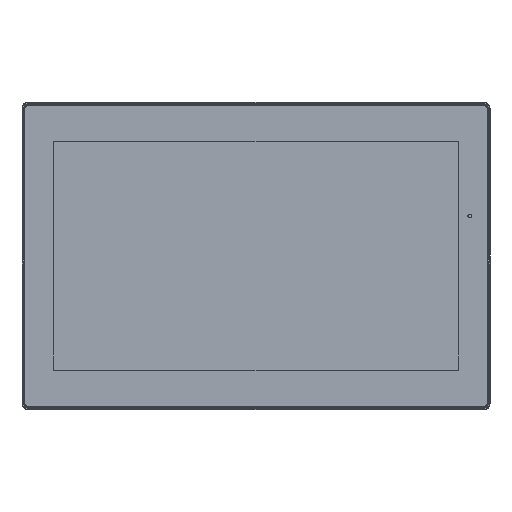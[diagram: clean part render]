
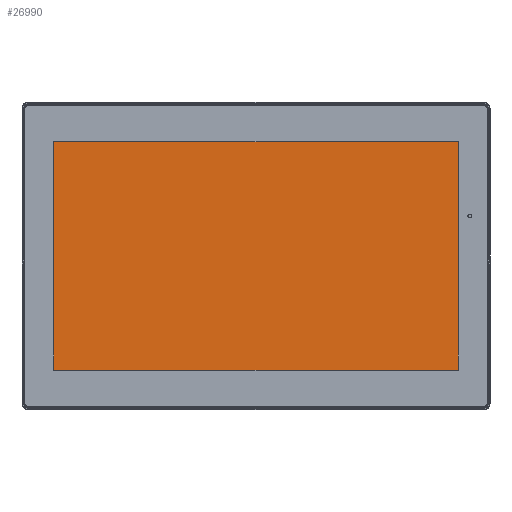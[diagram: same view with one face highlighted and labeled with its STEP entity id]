
A CAD part, top view. The second image highlights one B-rep face of the part: STEP entity #26990.
In plain terms, the highlighted planar face has unit normal (0, 0, 1).
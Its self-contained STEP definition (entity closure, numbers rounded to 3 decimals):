
#88 = ORIENTED_EDGE ( 'NONE', *, *, #71229, .T. ) ;
#937 = LINE ( 'NONE', #51763, #52244 ) ;
#5115 = VERTEX_POINT ( 'NONE', #31231 ) ;
#7258 = EDGE_LOOP ( 'NONE', ( #43753, #23739, #49993, #88 ) ) ;
#12127 = DIRECTION ( 'NONE',  ( 0., -1., 0. ) ) ;
#12963 = VERTEX_POINT ( 'NONE', #23331 ) ;
#13323 = EDGE_CURVE ( 'NONE', #5115, #45424, #22860, .T. ) ;
#13555 = LINE ( 'NONE', #36775, #59309 ) ;
#13598 = PLANE ( 'NONE',  #65949 ) ;
#14958 = CARTESIAN_POINT ( 'NONE',  ( 172.775, -97.455, 5.9 ) ) ;
#18808 = DIRECTION ( 'NONE',  ( 0., 1., 0. ) ) ;
#22860 = LINE ( 'NONE', #56627, #41679 ) ;
#23331 = CARTESIAN_POINT ( 'NONE',  ( -172.775, 97.525, 5.9 ) ) ;
#23739 = ORIENTED_EDGE ( 'NONE', *, *, #31848, .T. ) ;
#24826 = FACE_OUTER_BOUND ( 'NONE', #7258, .T. ) ;
#26990 = ADVANCED_FACE ( 'NONE', ( #24826 ), #13598, .T. ) ;
#27632 = CARTESIAN_POINT ( 'NONE',  ( 0., 97.525, 5.9 ) ) ;
#27996 = DIRECTION ( 'NONE',  ( -1., 0., 0. ) ) ;
#31231 = CARTESIAN_POINT ( 'NONE',  ( -172.775, -97.455, 5.9 ) ) ;
#31848 = EDGE_CURVE ( 'NONE', #45424, #39806, #13555, .T. ) ;
#35469 = CARTESIAN_POINT ( 'NONE',  ( 172.775, 97.525, 5.9 ) ) ;
#36775 = CARTESIAN_POINT ( 'NONE',  ( 172.775, 0.035, 5.9 ) ) ;
#39806 = VERTEX_POINT ( 'NONE', #35469 ) ;
#41679 = VECTOR ( 'NONE', #73797, 1000. ) ;
#43753 = ORIENTED_EDGE ( 'NONE', *, *, #13323, .T. ) ;
#45424 = VERTEX_POINT ( 'NONE', #14958 ) ;
#48012 = CARTESIAN_POINT ( 'NONE',  ( 0., 0.035, 5.9 ) ) ;
#49993 = ORIENTED_EDGE ( 'NONE', *, *, #64618, .T. ) ;
#50399 = LINE ( 'NONE', #27632, #63467 ) ;
#51763 = CARTESIAN_POINT ( 'NONE',  ( -172.775, 0.035, 5.9 ) ) ;
#52244 = VECTOR ( 'NONE', #12127, 1000. ) ;
#56627 = CARTESIAN_POINT ( 'NONE',  ( 0., -97.455, 5.9 ) ) ;
#59309 = VECTOR ( 'NONE', #18808, 1000. ) ;
#63467 = VECTOR ( 'NONE', #27996, 1000. ) ;
#64618 = EDGE_CURVE ( 'NONE', #39806, #12963, #50399, .T. ) ;
#64885 = DIRECTION ( 'NONE',  ( 1., 0., 0. ) ) ;
#65949 = AXIS2_PLACEMENT_3D ( 'NONE', #48012, #71937, #64885 ) ;
#71229 = EDGE_CURVE ( 'NONE', #12963, #5115, #937, .T. ) ;
#71937 = DIRECTION ( 'NONE',  ( 0., 0., 1. ) ) ;
#73797 = DIRECTION ( 'NONE',  ( 1., 0., 0. ) ) ;
